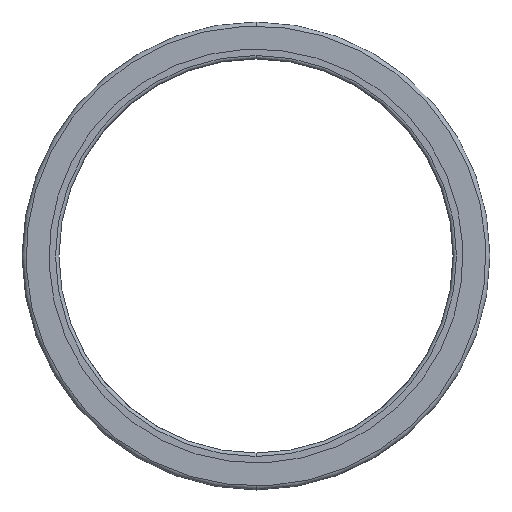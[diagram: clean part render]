
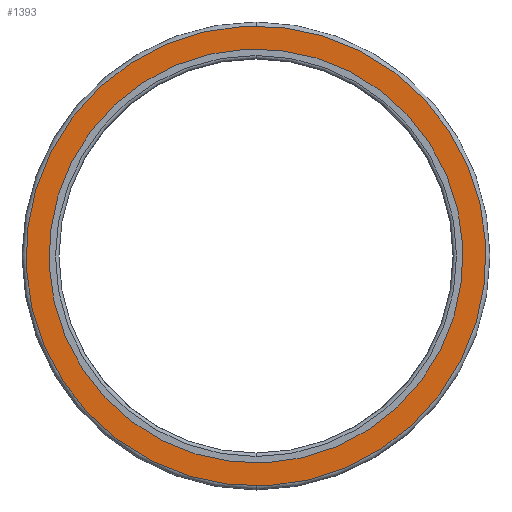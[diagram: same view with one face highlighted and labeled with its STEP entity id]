
A CAD part, front view. The second image highlights one B-rep face of the part: STEP entity #1393.
In plain terms, the highlighted face is planar.
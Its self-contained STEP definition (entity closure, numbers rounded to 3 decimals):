
#2 = VERTEX_POINT ( 'NONE', #5294 ) ;
#811 = CARTESIAN_POINT ( 'NONE',  ( 0., 25., 0. ) ) ;
#1018 = AXIS2_PLACEMENT_3D ( 'NONE', #811, #7856, #3273 ) ;
#1237 = PLANE ( 'NONE',  #1366 ) ;
#1366 = AXIS2_PLACEMENT_3D ( 'NONE', #6517, #4593, #8514 ) ;
#1393 = ADVANCED_FACE ( 'NONE', ( #2239, #2454 ), #1237, .T. ) ;
#1437 = CARTESIAN_POINT ( 'NONE',  ( 0., 25., 0. ) ) ;
#1601 = VERTEX_POINT ( 'NONE', #2249 ) ;
#1728 = DIRECTION ( 'NONE',  ( 0., 1., 0. ) ) ;
#1890 = EDGE_LOOP ( 'NONE', ( #8236, #3676 ) ) ;
#2239 = FACE_OUTER_BOUND ( 'NONE', #4592, .T. ) ;
#2249 = CARTESIAN_POINT ( 'NONE',  ( -130.5, 25., 0. ) ) ;
#2454 = FACE_BOUND ( 'NONE', #1890, .T. ) ;
#2860 = DIRECTION ( 'NONE',  ( 0., 1., 0. ) ) ;
#2923 = DIRECTION ( 'NONE',  ( -1., 0., 0. ) ) ;
#2969 = CIRCLE ( 'NONE', #3213, 130.5 ) ;
#3074 = VERTEX_POINT ( 'NONE', #6189 ) ;
#3213 = AXIS2_PLACEMENT_3D ( 'NONE', #4674, #2860, #6644 ) ;
#3273 = DIRECTION ( 'NONE',  ( -1., 0., 0. ) ) ;
#3676 = ORIENTED_EDGE ( 'NONE', *, *, #5979, .F. ) ;
#4246 = EDGE_CURVE ( 'NONE', #5399, #2, #6902, .T. ) ;
#4592 = EDGE_LOOP ( 'NONE', ( #8533, #7600 ) ) ;
#4593 = DIRECTION ( 'NONE',  ( 0., 1., 0. ) ) ;
#4674 = CARTESIAN_POINT ( 'NONE',  ( 0., 25., 0. ) ) ;
#4819 = AXIS2_PLACEMENT_3D ( 'NONE', #5369, #5537, #6056 ) ;
#4893 = EDGE_CURVE ( 'NONE', #1601, #3074, #8031, .T. ) ;
#5294 = CARTESIAN_POINT ( 'NONE',  ( -145., 25., 0. ) ) ;
#5369 = CARTESIAN_POINT ( 'NONE',  ( 0., 25., 0. ) ) ;
#5399 = VERTEX_POINT ( 'NONE', #5595 ) ;
#5537 = DIRECTION ( 'NONE',  ( 0., 1., 0. ) ) ;
#5595 = CARTESIAN_POINT ( 'NONE',  ( 145., 25., 0. ) ) ;
#5979 = EDGE_CURVE ( 'NONE', #3074, #1601, #2969, .T. ) ;
#6056 = DIRECTION ( 'NONE',  ( -1., 0., 0. ) ) ;
#6189 = CARTESIAN_POINT ( 'NONE',  ( 130.5, 25., 0. ) ) ;
#6517 = CARTESIAN_POINT ( 'NONE',  ( -130.5, 25., 0. ) ) ;
#6644 = DIRECTION ( 'NONE',  ( -1., 0., 0. ) ) ;
#6902 = CIRCLE ( 'NONE', #8454, 145. ) ;
#7222 = EDGE_CURVE ( 'NONE', #2, #5399, #8088, .T. ) ;
#7600 = ORIENTED_EDGE ( 'NONE', *, *, #4246, .T. ) ;
#7856 = DIRECTION ( 'NONE',  ( 0., 1., 0. ) ) ;
#8031 = CIRCLE ( 'NONE', #4819, 130.5 ) ;
#8088 = CIRCLE ( 'NONE', #1018, 145. ) ;
#8236 = ORIENTED_EDGE ( 'NONE', *, *, #4893, .F. ) ;
#8454 = AXIS2_PLACEMENT_3D ( 'NONE', #1437, #1728, #2923 ) ;
#8514 = DIRECTION ( 'NONE',  ( -1., 0., 0. ) ) ;
#8533 = ORIENTED_EDGE ( 'NONE', *, *, #7222, .T. ) ;
